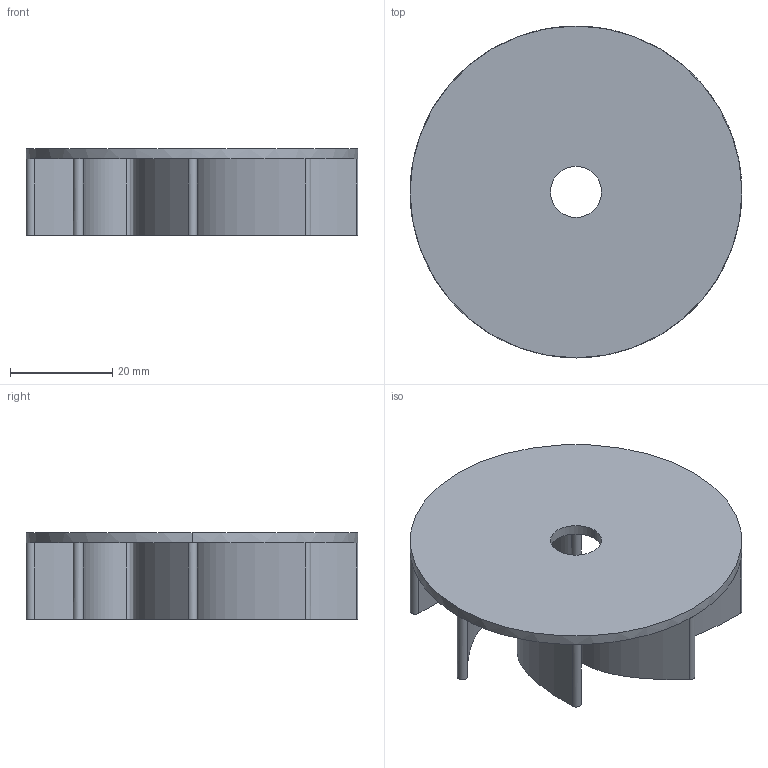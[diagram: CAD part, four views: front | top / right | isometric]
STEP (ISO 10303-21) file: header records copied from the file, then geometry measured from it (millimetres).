
FILE_DESCRIPTION (( 'STEP AP214' ), '1' );
FILE_NAME ('impeller.STEP', '2025-08-14T11:55:16', ( '' ), ( '' ), 'SwSTEP 2.0', 'SolidWorks 2024', '' );
FILE_SCHEMA (( 'AUTOMOTIVE_DESIGN' ));
Length unit declared in the file: millimetre
Products named in the file (1): impeller
Bounding box: 65 x 65 x 17 mm (x, y, z)
Volume: 13088.3 mm3; surface area: 13933.3 mm2
Topology: 1 solids, 1 shells, 54 faces, 145 edges, 93 vertices
Faces by surface type: cylinder 28, bspline 16, plane 10
Entity records: 1961 total; most frequent: CARTESIAN_POINT 629, ORIENTED_EDGE 290, DIRECTION 260, EDGE_CURVE 145, AXIS2_PLACEMENT_3D 108, VERTEX_POINT 93, CIRCLE 69, EDGE_LOOP 56
